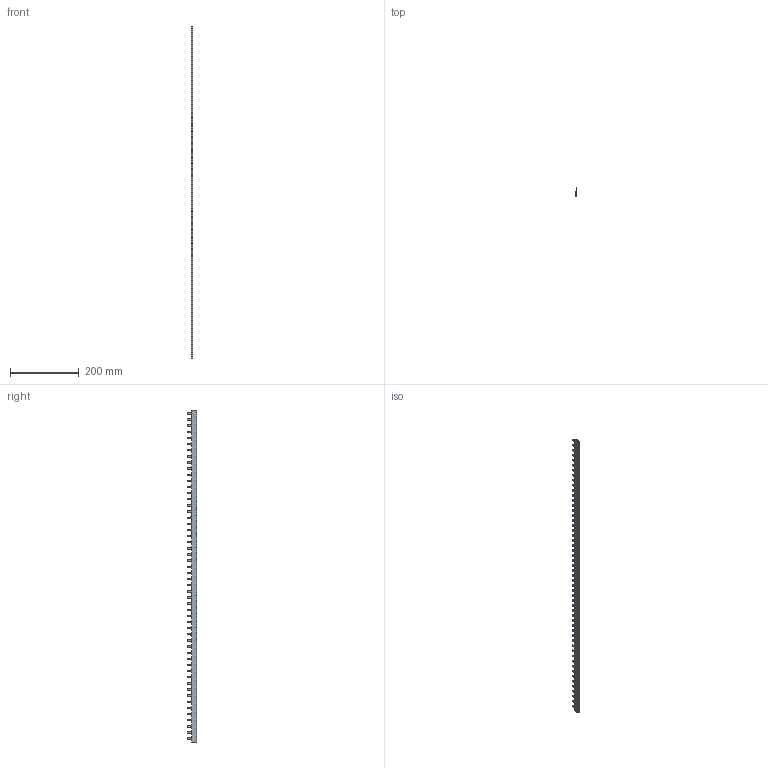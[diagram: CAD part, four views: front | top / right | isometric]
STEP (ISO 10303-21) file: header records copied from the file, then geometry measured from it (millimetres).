
FILE_DESCRIPTION((''),'2;1');
FILE_NAME('IZS16_1F_ASM','2021-04-02T',('marketing.praksa'),('Audax d.o.o.'),'CREO PARAMETRIC BY PTC INC, 2017480','CREO PARAMETRIC BY PTC INC, 2017480','');
FILE_SCHEMA(('AUTOMOTIVE_DESIGN { 1 0 10303 214 1 1 1 1 }'));
Products named in the file (4): PRT0155; PRT9591; PRT9592; IZS16_1F_ASM
Assembly tree (3 placements, depth 2):
  IZS16_1F_ASM
    PRT0155
    PRT9591
    PRT9592
Bounding box: 5.7 x 26.7 x 962.96 mm (x, y, z)
Volume: 64700.8 mm3; surface area: 97668.7 mm2
Topology: 5 solids, 5 shells, 1209 faces, 3588 edges, 2392 vertices
Faces by surface type: plane 621, cylinder 588
Entity records: 62067 total; most frequent: CARTESIAN_POINT 10908, ORIENTED_EDGE 7176, DIRECTION 5962, PRESENTATION_STYLE_ASSIGNMENT 4802, STYLED_ITEM 4802, CURVE_STYLE 3588, EDGE_CURVE 3588, VERTEX_POINT 2392
